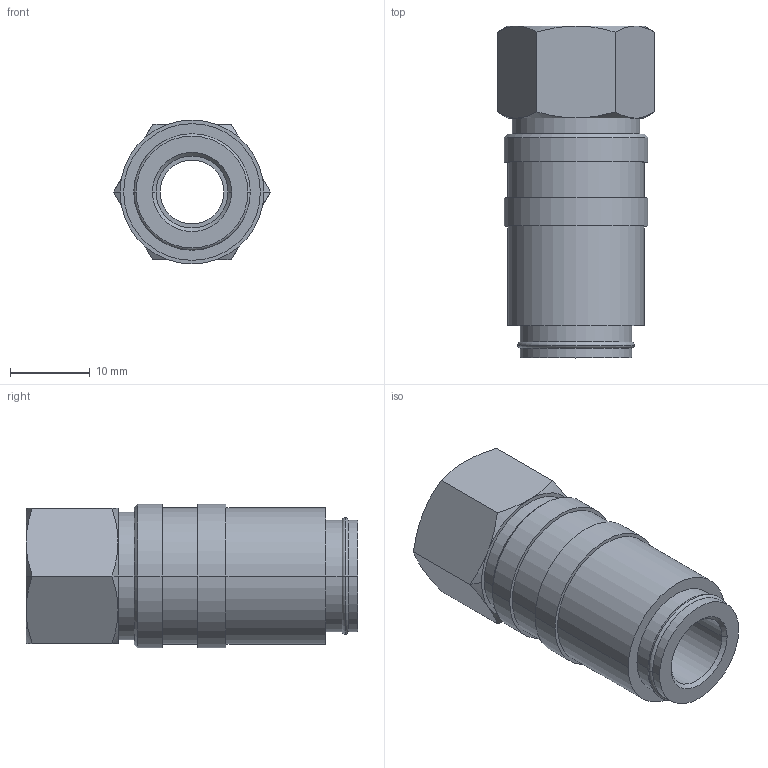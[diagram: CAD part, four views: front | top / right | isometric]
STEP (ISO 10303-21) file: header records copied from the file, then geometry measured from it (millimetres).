
FILE_DESCRIPTION(('STEP AP214'),'1');
FILE_NAME('eshm_14_iab.stp','2020-04-22T06:06:04',('TraceParts'),('TraceParts S.A.'),'Spatial InterOp 3D',' ',' ');
FILE_SCHEMA(('automotive_design'));
Length unit declared in the file: millimetre
Products named in the file (1): 1
Bounding box: 19.63 x 41.5 x 18 mm (x, y, z)
Volume: 6756 mm3; surface area: 3965.7 mm2
Topology: 1 solids, 1 shells, 62 faces, 128 edges, 76 vertices
Faces by surface type: cone 22, cylinder 20, plane 16, torus 4
Entity records: 2176 total; most frequent: CARTESIAN_POINT 363, DIRECTION 298, ORIENTED_EDGE 256, AXIS2_PLACEMENT_3D 131, EDGE_CURVE 128, VERTEX_POINT 76, EDGE_LOOP 72, CIRCLE 68
